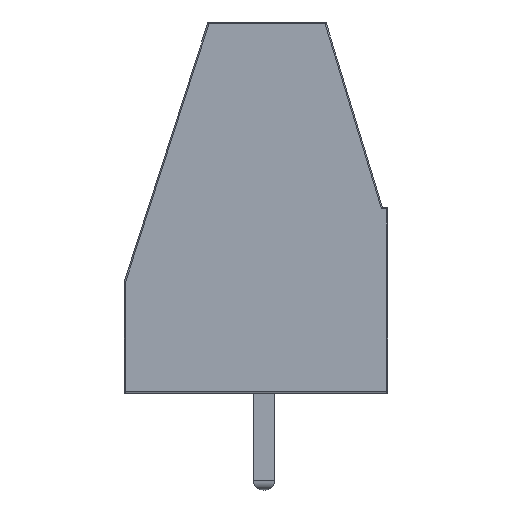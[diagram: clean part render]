
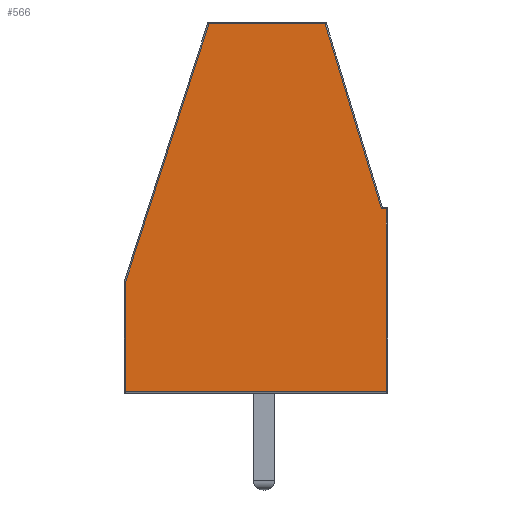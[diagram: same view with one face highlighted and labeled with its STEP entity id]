
A CAD part, left-side view. The second image highlights one B-rep face of the part: STEP entity #566.
In plain terms, the highlighted planar face has unit normal (-1, 0, 0).
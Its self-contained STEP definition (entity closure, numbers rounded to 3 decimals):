
#167 = VERTEX_POINT('',#168);
#168 = CARTESIAN_POINT('',(-2.54,-2.263,13.85));
#183 = EDGE_CURVE('',#184,#167,#186,.T.);
#184 = VERTEX_POINT('',#185);
#185 = CARTESIAN_POINT('',(-2.54,-4.363,6.95));
#186 = LINE('',#187,#188);
#187 = CARTESIAN_POINT('',(-2.54,-4.352,6.985));
#188 = VECTOR('',#189,1.);
#189 = DIRECTION('',(0.,0.291,0.957));
#546 = VERTEX_POINT('',#547);
#547 = CARTESIAN_POINT('',(-2.54,-4.55,6.95));
#556 = EDGE_CURVE('',#546,#184,#557,.T.);
#557 = LINE('',#558,#559);
#558 = CARTESIAN_POINT('',(-2.54,-4.6,6.95));
#559 = VECTOR('',#560,1.);
#560 = DIRECTION('',(0.,1.,0.));
#566 = ADVANCED_FACE('',(#567),#609,.T.);
#567 = FACE_BOUND('',#568,.T.);
#568 = EDGE_LOOP('',(#569,#579,#587,#595,#601,#602,#603));
#569 = ORIENTED_EDGE('',*,*,#570,.T.);
#570 = EDGE_CURVE('',#571,#573,#575,.T.);
#571 = VERTEX_POINT('',#572);
#572 = CARTESIAN_POINT('',(-2.54,2.044,13.85));
#573 = VERTEX_POINT('',#574);
#574 = CARTESIAN_POINT('',(-2.54,5.15,4.232));
#575 = LINE('',#576,#577);
#576 = CARTESIAN_POINT('',(-2.54,2.032,13.885));
#577 = VECTOR('',#578,1.);
#578 = DIRECTION('',(0.,0.307,-0.952));
#579 = ORIENTED_EDGE('',*,*,#580,.T.);
#580 = EDGE_CURVE('',#573,#581,#583,.T.);
#581 = VERTEX_POINT('',#582);
#582 = CARTESIAN_POINT('',(-2.54,5.15,0.15));
#583 = LINE('',#584,#585);
#584 = CARTESIAN_POINT('',(-2.54,5.15,4.24));
#585 = VECTOR('',#586,1.);
#586 = DIRECTION('',(0.,0.,-1.));
#587 = ORIENTED_EDGE('',*,*,#588,.T.);
#588 = EDGE_CURVE('',#581,#589,#591,.T.);
#589 = VERTEX_POINT('',#590);
#590 = CARTESIAN_POINT('',(-2.54,-4.55,0.15));
#591 = LINE('',#592,#593);
#592 = CARTESIAN_POINT('',(-2.54,5.2,0.15));
#593 = VECTOR('',#594,1.);
#594 = DIRECTION('',(0.,-1.,0.));
#595 = ORIENTED_EDGE('',*,*,#596,.T.);
#596 = EDGE_CURVE('',#589,#546,#597,.T.);
#597 = LINE('',#598,#599);
#598 = CARTESIAN_POINT('',(-2.54,-4.55,0.1));
#599 = VECTOR('',#600,1.);
#600 = DIRECTION('',(0.,0.,1.));
#601 = ORIENTED_EDGE('',*,*,#556,.T.);
#602 = ORIENTED_EDGE('',*,*,#183,.T.);
#603 = ORIENTED_EDGE('',*,*,#604,.T.);
#604 = EDGE_CURVE('',#167,#571,#605,.T.);
#605 = LINE('',#606,#607);
#606 = CARTESIAN_POINT('',(-2.54,-2.3,13.85));
#607 = VECTOR('',#608,1.);
#608 = DIRECTION('',(0.,1.,0.));
#609 = PLANE('',#610);
#610 = AXIS2_PLACEMENT_3D('',#611,#612,#613);
#611 = CARTESIAN_POINT('',(-2.54,0.097,6.175));
#612 = DIRECTION('',(-1.,0.,0.));
#613 = DIRECTION('',(0.,0.,-1.));
